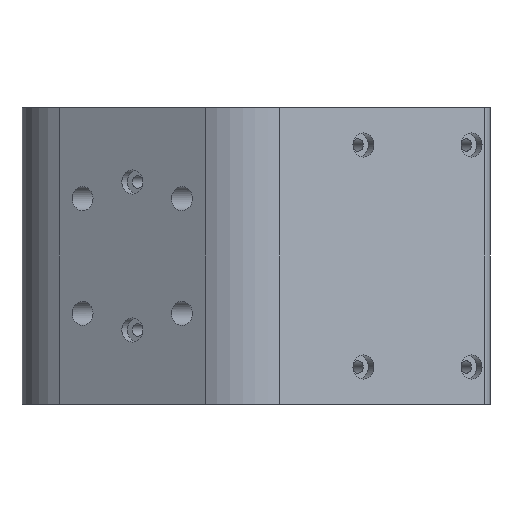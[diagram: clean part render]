
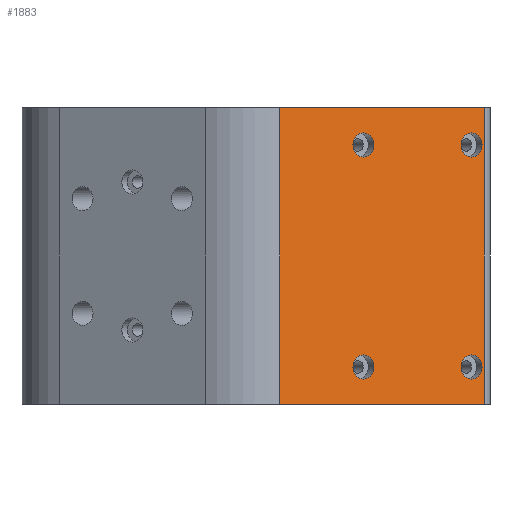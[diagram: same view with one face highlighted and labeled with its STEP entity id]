
A CAD part, left-side view. The second image highlights one B-rep face of the part: STEP entity #1883.
In plain terms, the highlighted planar face has unit normal (-0.866, -0.5, 0).
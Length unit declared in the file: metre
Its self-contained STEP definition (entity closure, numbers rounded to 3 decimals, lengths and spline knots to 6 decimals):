
#87=CIRCLE('',#2083,0.00325);
#88=CIRCLE('',#2084,0.00325);
#89=CIRCLE('',#2085,0.00325);
#90=CIRCLE('',#2086,0.00325);
#394=ORIENTED_EDGE('',*,*,#826,.T.);
#395=ORIENTED_EDGE('',*,*,#827,.T.);
#396=ORIENTED_EDGE('',*,*,#828,.T.);
#397=ORIENTED_EDGE('',*,*,#829,.T.);
#398=ORIENTED_EDGE('',*,*,#754,.T.);
#399=ORIENTED_EDGE('',*,*,#830,.T.);
#400=ORIENTED_EDGE('',*,*,#722,.F.);
#401=ORIENTED_EDGE('',*,*,#831,.T.);
#722=EDGE_CURVE('',#953,#954,#1127,.T.);
#754=EDGE_CURVE('',#984,#983,#1148,.T.);
#826=EDGE_CURVE('',#1034,#1034,#87,.T.);
#827=EDGE_CURVE('',#1035,#1035,#88,.T.);
#828=EDGE_CURVE('',#1036,#1036,#89,.T.);
#829=EDGE_CURVE('',#1037,#1037,#90,.T.);
#830=EDGE_CURVE('',#983,#954,#1181,.F.);
#831=EDGE_CURVE('',#953,#984,#1182,.T.);
#953=VERTEX_POINT('',#2930);
#954=VERTEX_POINT('',#2932);
#983=VERTEX_POINT('',#2994);
#984=VERTEX_POINT('',#2996);
#1034=VERTEX_POINT('',#3135);
#1035=VERTEX_POINT('',#3137);
#1036=VERTEX_POINT('',#3139);
#1037=VERTEX_POINT('',#3141);
#1127=LINE('',#2931,#1217);
#1148=LINE('',#2995,#1238);
#1181=LINE('',#3142,#1271);
#1182=LINE('',#3143,#1272);
#1217=VECTOR('',#2314,1.);
#1238=VECTOR('',#2361,1.);
#1271=VECTOR('',#2514,1.);
#1272=VECTOR('',#2515,1.);
#1348=EDGE_LOOP('',(#394));
#1349=EDGE_LOOP('',(#395));
#1350=EDGE_LOOP('',(#396));
#1351=EDGE_LOOP('',(#397));
#1352=EDGE_LOOP('',(#398,#399,#400,#401));
#1608=FACE_BOUND('',#1348,.T.);
#1609=FACE_BOUND('',#1349,.T.);
#1610=FACE_BOUND('',#1350,.T.);
#1611=FACE_BOUND('',#1351,.T.);
#1612=FACE_BOUND('',#1352,.T.);
#1825=PLANE('',#2082);
#1883=ADVANCED_FACE('',(#1608,#1609,#1610,#1611,#1612),#1825,.F.);
#2082=AXIS2_PLACEMENT_3D('',#3133,#2504,#2505);
#2083=AXIS2_PLACEMENT_3D('',#3134,#2506,#2507);
#2084=AXIS2_PLACEMENT_3D('',#3136,#2508,#2509);
#2085=AXIS2_PLACEMENT_3D('',#3138,#2510,#2511);
#2086=AXIS2_PLACEMENT_3D('',#3140,#2512,#2513);
#2314=DIRECTION('',(0.5,-0.866,0.));
#2361=DIRECTION('',(0.5,-0.866,0.));
#2504=DIRECTION('',(0.866,0.5,0.));
#2505=DIRECTION('',(-0.5,0.866,0.));
#2506=DIRECTION('',(0.866,0.5,0.));
#2507=DIRECTION('',(0.5,-0.866,0.));
#2508=DIRECTION('',(0.866,0.5,0.));
#2509=DIRECTION('',(0.5,-0.866,0.));
#2510=DIRECTION('',(0.866,0.5,0.));
#2511=DIRECTION('',(0.5,-0.866,0.));
#2512=DIRECTION('',(0.866,0.5,0.));
#2513=DIRECTION('',(0.5,-0.866,0.));
#2514=DIRECTION('',(0.,0.,-1.));
#2515=DIRECTION('',(0.,0.,-1.));
#2930=CARTESIAN_POINT('',(0.02287,-0.059612,0.08));
#2931=CARTESIAN_POINT('',(0.031718,-0.074937,0.08));
#2932=CARTESIAN_POINT('',(0.05484,-0.114985,0.08));
#2994=CARTESIAN_POINT('',(0.05484,-0.114985,0.));
#2995=CARTESIAN_POINT('',(0.031718,-0.074937,0.));
#2996=CARTESIAN_POINT('',(0.02287,-0.059612,0.));
#3133=CARTESIAN_POINT('',(0.031718,-0.074937,0.08));
#3134=CARTESIAN_POINT('',(0.05284,-0.111521,0.07));
#3135=CARTESIAN_POINT('',(0.054465,-0.114336,0.07));
#3136=CARTESIAN_POINT('',(0.035953,-0.082272,0.07));
#3137=CARTESIAN_POINT('',(0.037578,-0.085087,0.07));
#3138=CARTESIAN_POINT('',(0.05284,-0.111521,0.01));
#3139=CARTESIAN_POINT('',(0.054465,-0.114336,0.01));
#3140=CARTESIAN_POINT('',(0.035953,-0.082272,0.01));
#3141=CARTESIAN_POINT('',(0.037578,-0.085087,0.01));
#3142=CARTESIAN_POINT('',(0.05484,-0.114985,0.08));
#3143=CARTESIAN_POINT('',(0.02287,-0.059612,0.));
